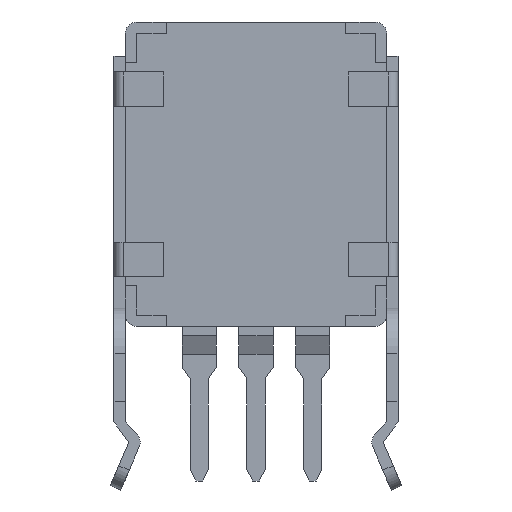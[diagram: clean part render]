
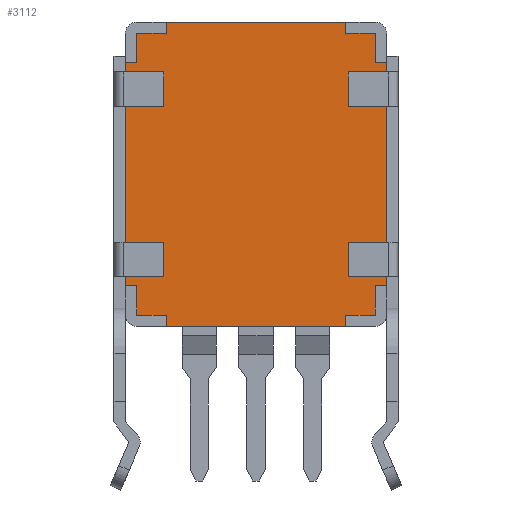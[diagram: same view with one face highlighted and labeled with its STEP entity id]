
A CAD part, front view. The second image highlights one B-rep face of the part: STEP entity #3112.
In plain terms, the highlighted planar face has unit normal (0, -1, 0).
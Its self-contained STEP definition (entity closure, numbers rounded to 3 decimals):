
#38=DIRECTION('',(-1.,0.,0.));
#39=VECTOR('',#38,7.9);
#40=CARTESIAN_POINT('',(3.95,1.3,6.7));
#41=LINE('',#40,#39);
#79=DIRECTION('',(0.,0.,-1.));
#80=VECTOR('',#79,0.4);
#81=CARTESIAN_POINT('',(-5.75,1.3,4.9));
#82=LINE('',#81,#80);
#95=DIRECTION('',(1.,0.,0.));
#96=VECTOR('',#95,1.7);
#97=CARTESIAN_POINT('',(4.05,1.3,3.));
#98=LINE('',#97,#96);
#99=DIRECTION('',(1.,0.,0.));
#100=VECTOR('',#99,1.7);
#101=CARTESIAN_POINT('',(4.05,1.3,-4.5));
#102=LINE('',#101,#100);
#103=DIRECTION('',(-1.,0.,0.));
#104=VECTOR('',#103,0.5);
#105=CARTESIAN_POINT('',(5.75,1.3,-4.9));
#106=LINE('',#105,#104);
#107=DIRECTION('',(0.,0.,-1.));
#108=VECTOR('',#107,1.3);
#109=CARTESIAN_POINT('',(5.25,1.3,-4.9));
#110=LINE('',#109,#108);
#111=DIRECTION('',(-1.,0.,0.));
#112=VECTOR('',#111,1.3);
#113=CARTESIAN_POINT('',(5.25,1.3,-6.2));
#114=LINE('',#113,#112);
#115=DIRECTION('',(0.,0.,-1.));
#116=VECTOR('',#115,0.5);
#117=CARTESIAN_POINT('',(3.95,1.3,-6.2));
#118=LINE('',#117,#116);
#119=DIRECTION('',(0.,0.,1.));
#120=VECTOR('',#119,0.5);
#121=CARTESIAN_POINT('',(-3.95,1.3,-6.7));
#122=LINE('',#121,#120);
#123=DIRECTION('',(-1.,0.,0.));
#124=VECTOR('',#123,1.3);
#125=CARTESIAN_POINT('',(-3.95,1.3,-6.2));
#126=LINE('',#125,#124);
#127=DIRECTION('',(0.,0.,1.));
#128=VECTOR('',#127,1.3);
#129=CARTESIAN_POINT('',(-5.25,1.3,-6.2));
#130=LINE('',#129,#128);
#131=DIRECTION('',(-1.,0.,0.));
#132=VECTOR('',#131,0.5);
#133=CARTESIAN_POINT('',(-5.25,1.3,-4.9));
#134=LINE('',#133,#132);
#135=DIRECTION('',(-1.,0.,0.));
#136=VECTOR('',#135,1.7);
#137=CARTESIAN_POINT('',(-4.05,1.3,-3.));
#138=LINE('',#137,#136);
#139=DIRECTION('',(-1.,0.,0.));
#140=VECTOR('',#139,1.7);
#141=CARTESIAN_POINT('',(-4.05,1.3,4.5));
#142=LINE('',#141,#140);
#143=DIRECTION('',(1.,0.,0.));
#144=VECTOR('',#143,0.5);
#145=CARTESIAN_POINT('',(-5.75,1.3,4.9));
#146=LINE('',#145,#144);
#147=DIRECTION('',(0.,0.,1.));
#148=VECTOR('',#147,1.3);
#149=CARTESIAN_POINT('',(-5.25,1.3,4.9));
#150=LINE('',#149,#148);
#151=DIRECTION('',(1.,0.,0.));
#152=VECTOR('',#151,1.3);
#153=CARTESIAN_POINT('',(-5.25,1.3,6.2));
#154=LINE('',#153,#152);
#155=DIRECTION('',(0.,0.,1.));
#156=VECTOR('',#155,0.5);
#157=CARTESIAN_POINT('',(-3.95,1.3,6.2));
#158=LINE('',#157,#156);
#159=DIRECTION('',(0.,0.,-1.));
#160=VECTOR('',#159,0.5);
#161=CARTESIAN_POINT('',(3.95,1.3,6.7));
#162=LINE('',#161,#160);
#163=DIRECTION('',(1.,0.,0.));
#164=VECTOR('',#163,1.3);
#165=CARTESIAN_POINT('',(3.95,1.3,6.2));
#166=LINE('',#165,#164);
#167=DIRECTION('',(0.,0.,-1.));
#168=VECTOR('',#167,1.3);
#169=CARTESIAN_POINT('',(5.25,1.3,6.2));
#170=LINE('',#169,#168);
#171=DIRECTION('',(1.,0.,0.));
#172=VECTOR('',#171,0.5);
#173=CARTESIAN_POINT('',(5.25,1.3,4.9));
#174=LINE('',#173,#172);
#175=DIRECTION('',(0.,0.,1.));
#176=VECTOR('',#175,1.5);
#177=CARTESIAN_POINT('',(4.05,1.3,3.));
#178=LINE('',#177,#176);
#192=DIRECTION('',(1.,0.,0.));
#193=VECTOR('',#192,1.7);
#194=CARTESIAN_POINT('',(4.05,1.3,4.5));
#195=LINE('',#194,#193);
#304=DIRECTION('',(0.,0.,1.));
#305=VECTOR('',#304,0.4);
#306=CARTESIAN_POINT('',(5.75,1.3,4.5));
#307=LINE('',#306,#305);
#591=DIRECTION('',(0.,0.,-1.));
#592=VECTOR('',#591,1.5);
#593=CARTESIAN_POINT('',(-4.05,1.3,4.5));
#594=LINE('',#593,#592);
#608=DIRECTION('',(-1.,0.,0.));
#609=VECTOR('',#608,1.7);
#610=CARTESIAN_POINT('',(-4.05,1.3,3.));
#611=LINE('',#610,#609);
#628=DIRECTION('',(0.,0.,-1.));
#629=VECTOR('',#628,6.);
#630=CARTESIAN_POINT('',(-5.75,1.3,3.));
#631=LINE('',#630,#629);
#665=DIRECTION('',(0.,0.,-1.));
#666=VECTOR('',#665,1.5);
#667=CARTESIAN_POINT('',(-4.05,1.3,-3.));
#668=LINE('',#667,#666);
#682=DIRECTION('',(-1.,0.,0.));
#683=VECTOR('',#682,1.7);
#684=CARTESIAN_POINT('',(-4.05,1.3,-4.5));
#685=LINE('',#684,#683);
#690=DIRECTION('',(0.,0.,-1.));
#691=VECTOR('',#690,0.4);
#692=CARTESIAN_POINT('',(-5.75,1.3,-4.5));
#693=LINE('',#692,#691);
#759=DIRECTION('',(1.,0.,0.));
#760=VECTOR('',#759,7.9);
#761=CARTESIAN_POINT('',(-3.95,1.3,-6.7));
#762=LINE('',#761,#760);
#824=DIRECTION('',(0.,0.,1.));
#825=VECTOR('',#824,0.4);
#826=CARTESIAN_POINT('',(5.75,1.3,-4.9));
#827=LINE('',#826,#825);
#873=DIRECTION('',(0.,0.,1.));
#874=VECTOR('',#873,1.5);
#875=CARTESIAN_POINT('',(4.05,1.3,-4.5));
#876=LINE('',#875,#874);
#890=DIRECTION('',(1.,0.,0.));
#891=VECTOR('',#890,1.7);
#892=CARTESIAN_POINT('',(4.05,1.3,-3.));
#893=LINE('',#892,#891);
#898=DIRECTION('',(0.,0.,1.));
#899=VECTOR('',#898,6.);
#900=CARTESIAN_POINT('',(5.75,1.3,-3.));
#901=LINE('',#900,#899);
#2243=CARTESIAN_POINT('',(3.95,1.3,6.2));
#2244=VERTEX_POINT('',#2243);
#2245=CARTESIAN_POINT('',(5.25,1.3,6.2));
#2246=VERTEX_POINT('',#2245);
#2247=CARTESIAN_POINT('',(3.95,1.3,6.7));
#2248=VERTEX_POINT('',#2247);
#2249=CARTESIAN_POINT('',(-3.95,1.3,6.7));
#2250=VERTEX_POINT('',#2249);
#2255=CARTESIAN_POINT('',(-3.95,1.3,6.2));
#2256=VERTEX_POINT('',#2255);
#2257=CARTESIAN_POINT('',(-5.25,1.3,6.2));
#2258=VERTEX_POINT('',#2257);
#2259=CARTESIAN_POINT('',(4.05,1.3,3.));
#2260=CARTESIAN_POINT('',(4.05,1.3,4.5));
#2261=VERTEX_POINT('',#2259);
#2262=VERTEX_POINT('',#2260);
#2263=CARTESIAN_POINT('',(5.75,1.3,3.));
#2264=VERTEX_POINT('',#2263);
#2265=CARTESIAN_POINT('',(5.75,1.3,-3.));
#2266=VERTEX_POINT('',#2265);
#2267=CARTESIAN_POINT('',(4.05,1.3,-3.));
#2268=VERTEX_POINT('',#2267);
#2269=CARTESIAN_POINT('',(4.05,1.3,-4.5));
#2270=VERTEX_POINT('',#2269);
#2271=CARTESIAN_POINT('',(5.75,1.3,-4.5));
#2272=VERTEX_POINT('',#2271);
#2273=CARTESIAN_POINT('',(5.75,1.3,-4.9));
#2274=VERTEX_POINT('',#2273);
#2275=CARTESIAN_POINT('',(5.25,1.3,-4.9));
#2276=VERTEX_POINT('',#2275);
#2277=CARTESIAN_POINT('',(5.25,1.3,-6.2));
#2278=VERTEX_POINT('',#2277);
#2279=CARTESIAN_POINT('',(3.95,1.3,-6.2));
#2280=VERTEX_POINT('',#2279);
#2281=CARTESIAN_POINT('',(3.95,1.3,-6.7));
#2282=VERTEX_POINT('',#2281);
#2283=CARTESIAN_POINT('',(-3.95,1.3,-6.7));
#2284=VERTEX_POINT('',#2283);
#2285=CARTESIAN_POINT('',(-3.95,1.3,-6.2));
#2286=VERTEX_POINT('',#2285);
#2287=CARTESIAN_POINT('',(-5.25,1.3,-6.2));
#2288=VERTEX_POINT('',#2287);
#2289=CARTESIAN_POINT('',(-5.25,1.3,-4.9));
#2290=VERTEX_POINT('',#2289);
#2291=CARTESIAN_POINT('',(-5.75,1.3,-4.9));
#2292=VERTEX_POINT('',#2291);
#2293=CARTESIAN_POINT('',(-5.75,1.3,-4.5));
#2294=VERTEX_POINT('',#2293);
#2295=CARTESIAN_POINT('',(-4.05,1.3,-4.5));
#2296=VERTEX_POINT('',#2295);
#2297=CARTESIAN_POINT('',(-4.05,1.3,-3.));
#2298=VERTEX_POINT('',#2297);
#2299=CARTESIAN_POINT('',(-5.75,1.3,-3.));
#2300=VERTEX_POINT('',#2299);
#2301=CARTESIAN_POINT('',(-5.75,1.3,3.));
#2302=VERTEX_POINT('',#2301);
#2303=CARTESIAN_POINT('',(-4.05,1.3,3.));
#2304=VERTEX_POINT('',#2303);
#2305=CARTESIAN_POINT('',(-4.05,1.3,4.5));
#2306=VERTEX_POINT('',#2305);
#2307=CARTESIAN_POINT('',(-5.75,1.3,4.5));
#2308=VERTEX_POINT('',#2307);
#2309=CARTESIAN_POINT('',(-5.75,1.3,4.9));
#2310=VERTEX_POINT('',#2309);
#2311=CARTESIAN_POINT('',(-5.25,1.3,4.9));
#2312=VERTEX_POINT('',#2311);
#2313=CARTESIAN_POINT('',(5.25,1.3,4.9));
#2314=VERTEX_POINT('',#2313);
#2315=CARTESIAN_POINT('',(5.75,1.3,4.9));
#2316=VERTEX_POINT('',#2315);
#2317=CARTESIAN_POINT('',(5.75,1.3,4.5));
#2318=VERTEX_POINT('',#2317);
#3041=CARTESIAN_POINT('',(0.,1.3,0.));
#3042=DIRECTION('',(0.,-1.,0.));
#3043=DIRECTION('',(1.,0.,0.));
#3044=AXIS2_PLACEMENT_3D('',#3041,#3042,#3043);
#3045=PLANE('',#3044);
#3047=ORIENTED_EDGE('',*,*,#3046,.F.);
#3049=ORIENTED_EDGE('',*,*,#3048,.T.);
#3051=ORIENTED_EDGE('',*,*,#3050,.F.);
#3053=ORIENTED_EDGE('',*,*,#3052,.F.);
#3055=ORIENTED_EDGE('',*,*,#3054,.F.);
#3057=ORIENTED_EDGE('',*,*,#3056,.T.);
#3059=ORIENTED_EDGE('',*,*,#3058,.F.);
#3061=ORIENTED_EDGE('',*,*,#3060,.T.);
#3063=ORIENTED_EDGE('',*,*,#3062,.T.);
#3065=ORIENTED_EDGE('',*,*,#3064,.T.);
#3067=ORIENTED_EDGE('',*,*,#3066,.T.);
#3069=ORIENTED_EDGE('',*,*,#3068,.F.);
#3071=ORIENTED_EDGE('',*,*,#3070,.T.);
#3073=ORIENTED_EDGE('',*,*,#3072,.T.);
#3075=ORIENTED_EDGE('',*,*,#3074,.T.);
#3077=ORIENTED_EDGE('',*,*,#3076,.T.);
#3079=ORIENTED_EDGE('',*,*,#3078,.F.);
#3081=ORIENTED_EDGE('',*,*,#3080,.F.);
#3083=ORIENTED_EDGE('',*,*,#3082,.F.);
#3085=ORIENTED_EDGE('',*,*,#3084,.T.);
#3087=ORIENTED_EDGE('',*,*,#3086,.F.);
#3089=ORIENTED_EDGE('',*,*,#3088,.F.);
#3091=ORIENTED_EDGE('',*,*,#3090,.F.);
#3093=ORIENTED_EDGE('',*,*,#3092,.T.);
#3094=ORIENTED_EDGE('',*,*,#3024,.F.);
#3095=ORIENTED_EDGE('',*,*,#3014,.T.);
#3096=ORIENTED_EDGE('',*,*,#3000,.T.);
#3097=ORIENTED_EDGE('',*,*,#2965,.T.);
#3098=ORIENTED_EDGE('',*,*,#2952,.T.);
#3099=ORIENTED_EDGE('',*,*,#2937,.F.);
#3100=ORIENTED_EDGE('',*,*,#2915,.T.);
#3101=ORIENTED_EDGE('',*,*,#2901,.T.);
#3103=ORIENTED_EDGE('',*,*,#3102,.T.);
#3105=ORIENTED_EDGE('',*,*,#3104,.T.);
#3107=ORIENTED_EDGE('',*,*,#3106,.F.);
#3109=ORIENTED_EDGE('',*,*,#3108,.F.);
#3110=EDGE_LOOP('',(#3047,#3049,#3051,#3053,#3055,#3057,#3059,#3061,#3063,#3065,
#3067,#3069,#3071,#3073,#3075,#3077,#3079,#3081,#3083,#3085,#3087,#3089,#3091,
#3093,#3094,#3095,#3096,#3097,#3098,#3099,#3100,#3101,#3103,#3105,#3107,#3109));
#3111=FACE_OUTER_BOUND('',#3110,.F.);
#3112=ADVANCED_FACE('',(#3111),#3045,.T.);
#2901=EDGE_CURVE('',#2244,#2246,#166,.T.);
#2915=EDGE_CURVE('',#2248,#2244,#162,.T.);
#2937=EDGE_CURVE('',#2248,#2250,#41,.T.);
#2952=EDGE_CURVE('',#2256,#2250,#158,.T.);
#2965=EDGE_CURVE('',#2258,#2256,#154,.T.);
#3000=EDGE_CURVE('',#2312,#2258,#150,.T.);
#3014=EDGE_CURVE('',#2310,#2312,#146,.T.);
#3024=EDGE_CURVE('',#2310,#2308,#82,.T.);
#3046=EDGE_CURVE('',#2261,#2262,#178,.T.);
#3048=EDGE_CURVE('',#2261,#2264,#98,.T.);
#3050=EDGE_CURVE('',#2266,#2264,#901,.T.);
#3052=EDGE_CURVE('',#2268,#2266,#893,.T.);
#3054=EDGE_CURVE('',#2270,#2268,#876,.T.);
#3056=EDGE_CURVE('',#2270,#2272,#102,.T.);
#3058=EDGE_CURVE('',#2274,#2272,#827,.T.);
#3060=EDGE_CURVE('',#2274,#2276,#106,.T.);
#3062=EDGE_CURVE('',#2276,#2278,#110,.T.);
#3064=EDGE_CURVE('',#2278,#2280,#114,.T.);
#3066=EDGE_CURVE('',#2280,#2282,#118,.T.);
#3068=EDGE_CURVE('',#2284,#2282,#762,.T.);
#3070=EDGE_CURVE('',#2284,#2286,#122,.T.);
#3072=EDGE_CURVE('',#2286,#2288,#126,.T.);
#3074=EDGE_CURVE('',#2288,#2290,#130,.T.);
#3076=EDGE_CURVE('',#2290,#2292,#134,.T.);
#3078=EDGE_CURVE('',#2294,#2292,#693,.T.);
#3080=EDGE_CURVE('',#2296,#2294,#685,.T.);
#3082=EDGE_CURVE('',#2298,#2296,#668,.T.);
#3084=EDGE_CURVE('',#2298,#2300,#138,.T.);
#3086=EDGE_CURVE('',#2302,#2300,#631,.T.);
#3088=EDGE_CURVE('',#2304,#2302,#611,.T.);
#3090=EDGE_CURVE('',#2306,#2304,#594,.T.);
#3092=EDGE_CURVE('',#2306,#2308,#142,.T.);
#3102=EDGE_CURVE('',#2246,#2314,#170,.T.);
#3104=EDGE_CURVE('',#2314,#2316,#174,.T.);
#3106=EDGE_CURVE('',#2318,#2316,#307,.T.);
#3108=EDGE_CURVE('',#2262,#2318,#195,.T.);
